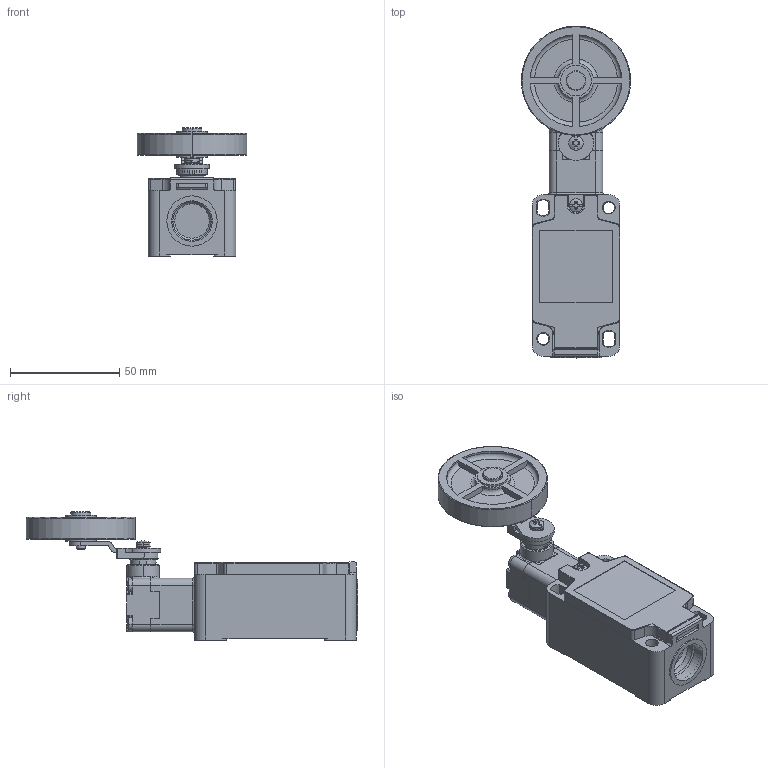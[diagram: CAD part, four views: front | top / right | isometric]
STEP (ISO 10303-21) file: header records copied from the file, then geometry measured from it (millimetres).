
FILE_DESCRIPTION((''),'2;1');
FILE_NAME('E40000EM50_VUOTO_ASM','2024-01-31T18:22:11',('alessandro.mingotti'),(''),'CREO PARAMETRIC BY PTC INC, 2022014','CREO PARAMETRIC BY PTC INC, 2022014','');
FILE_SCHEMA(('CONFIG_CONTROL_DESIGN'));
Products named in the file (19): 880020; 880040; 880057; 880162; 880161-001; 880260; 880067; 880190; 880251; 880253; 880146; 880121; 880131; 880360_ASM; 880201; 880021; 880223; 880224; E40000EM50_VUOTO_ASM
Assembly tree (22 placements, depth 3):
  E40000EM50_VUOTO_ASM
    880020
    880360_ASM
      880040
      880057
      880162
      880161-001
      880260
      880067
      880190
      880251
      880253
      880146  x2
      880121
      880131
    880201
    880021
    880223
    880224  x4
Bounding box: 50 x 151.7 x 58.55 mm (x, y, z)
Volume: 71270.1 mm3; surface area: 54695.5 mm2
Topology: 21 solids, 24 shells, 2381 faces, 6305 edges, 4068 vertices
Faces by surface type: plane 1596, cylinder 515, cone 123, torus 84, sphere 34, bspline 29
Entity records: 74473 total; most frequent: CARTESIAN_POINT 16741, ORIENTED_EDGE 12220, DIRECTION 11499, EDGE_CURVE 6117, VECTOR 4457, LINE 4457, VERTEX_POINT 3948, AXIS2_PLACEMENT_3D 3521
